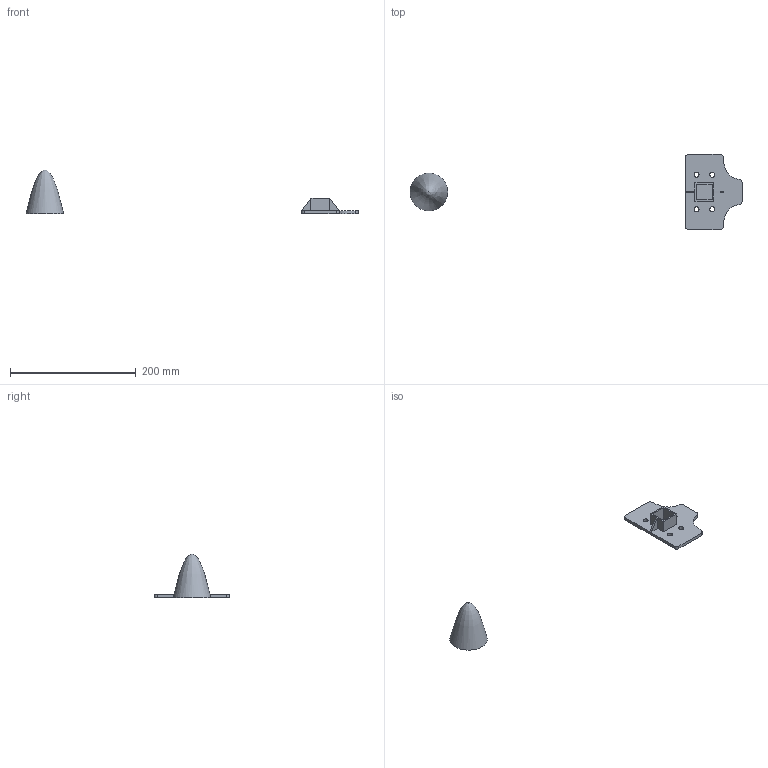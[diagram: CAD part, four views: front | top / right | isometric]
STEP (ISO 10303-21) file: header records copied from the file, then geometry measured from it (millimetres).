
FILE_DESCRIPTION(/* description */ ('STEP AP242','CAx-IF Rec.Pracs.---Representation and Presentation of Product Manufacturing Information (PMI)---4.0---2014-10-13','CAx-IF Rec.Pracs.---3D Tessellated Geometry---0.4---2014-09-14','2;1'),/* implementation_level */ '2;1');
FILE_NAME(/* name */ '66ae86461479243c5c0d43e9',/* time_stamp */ '2024-08-03T19:34:31Z',/* author */ (''),/* organization */ (''),/* preprocessor_version */ 'ST-DEVELOPER v20',/* originating_system */ ' ',/* authorisation */ ' ');
FILE_SCHEMA (('AP242_MANAGED_MODEL_BASED_3D_ENGINEERING_MIM_LF { 1 0 10303 442 1 1 4 }'));
Length unit declared in the file: metre
Products named in the file (2): Part 8; Part 9
Bounding box: 529 x 120 x 70 mm (x, y, z)
Volume: 140178.6 mm3; surface area: 38651.6 mm2
Topology: 2 solids, 2 shells, 68 faces, 164 edges, 105 vertices
Faces by surface type: plane 34, cylinder 19, bspline 11, cone 4
Full cylindrical faces by diameter (mm): 8 x4, 30 x1
Entity records: 7055 total; most frequent: CARTESIAN_POINT 5567, ORIENTED_EDGE 296, DIRECTION 277, EDGE_CURVE 148, AXIS2_PLACEMENT_3D 106, VERTEX_POINT 100, FACE_BOUND 92, EDGE_LOOP 91
